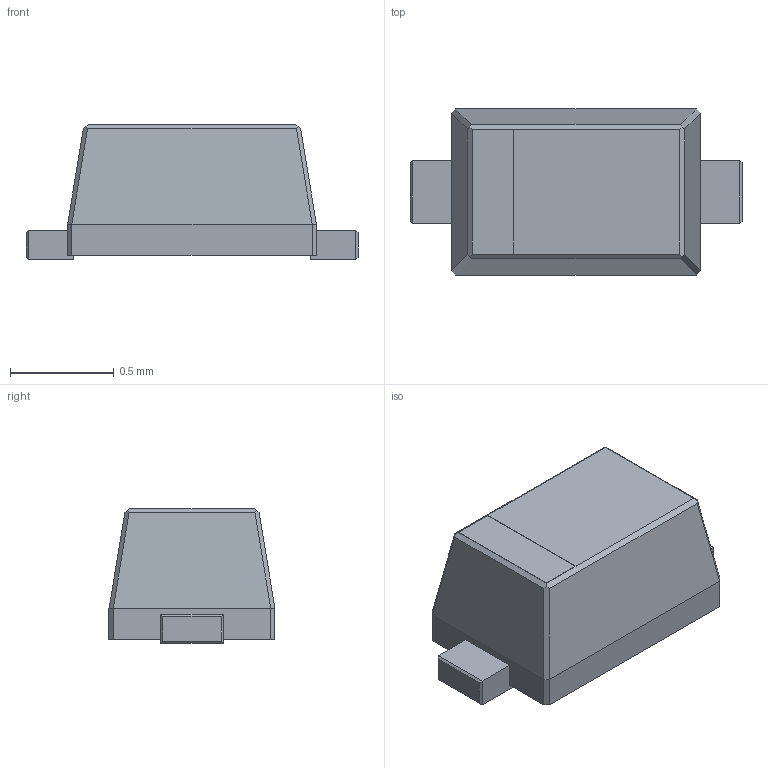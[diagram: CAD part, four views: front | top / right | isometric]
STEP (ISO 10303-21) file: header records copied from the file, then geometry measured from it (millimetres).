
FILE_DESCRIPTION(('for SolidWorks'),'2;1');
FILE_NAME('SOD-523.step', '2016-07-31T22:19:24',('Alex'),(''),'Open CASCADE STEP processor 6.6', 'DipTrace','Unknown');
FILE_SCHEMA(('AUTOMOTIVE_DESIGN { 1 0 10303 214 1 1 1 1 }'));
Length unit declared in the file: millimetre
Products named in the file (1): SOD-523
Bounding box: 1.6 x 0.8 x 0.65 mm (x, y, z)
Volume: 0.5 mm3; surface area: 4.3 mm2
Topology: 1 solids, 1 shells, 51 faces, 128 edges, 78 vertices
Faces by surface type: plane 47, bspline 4
Entity records: 1987 total; most frequent: CARTESIAN_POINT 437, ORIENTED_EDGE 256, DIRECTION 215, EDGE_CURVE 128, LINE 119, VECTOR 119, VERTEX_POINT 78, ADVANCED_FACE 51
